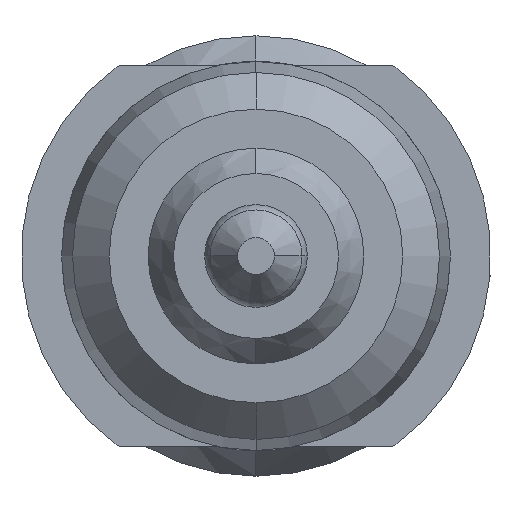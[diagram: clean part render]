
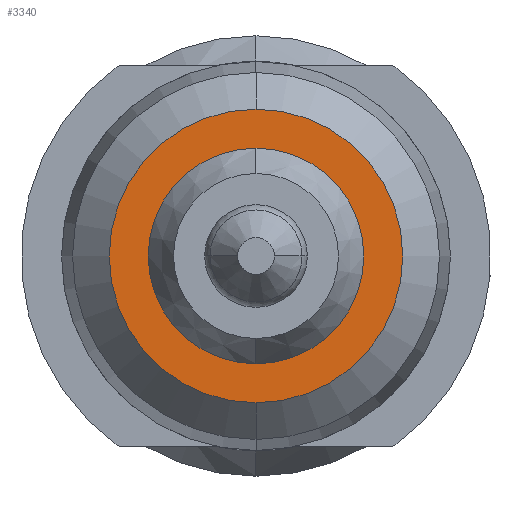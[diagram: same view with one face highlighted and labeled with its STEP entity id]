
A CAD part, front view. The second image highlights one B-rep face of the part: STEP entity #3340.
In plain terms, the highlighted planar face has unit normal (0, -1, 0).
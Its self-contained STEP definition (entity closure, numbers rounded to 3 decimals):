
#298 = AXIS2_PLACEMENT_3D ( 'NONE', #2671, #4163, #1205 ) ;
#338 = VERTEX_POINT ( 'NONE', #3956 ) ;
#361 = VERTEX_POINT ( 'NONE', #1422 ) ;
#655 = CIRCLE ( 'NONE', #298, 1. ) ;
#657 = ORIENTED_EDGE ( 'NONE', *, *, #2735, .F. ) ;
#1191 = ORIENTED_EDGE ( 'NONE', *, *, #1582, .F. ) ;
#1205 = DIRECTION ( 'NONE',  ( 0., 0., -1. ) ) ;
#1422 = CARTESIAN_POINT ( 'NONE',  ( 0., -28., -1. ) ) ;
#1474 = EDGE_LOOP ( 'NONE', ( #3385, #1191 ) ) ;
#1498 = VERTEX_POINT ( 'NONE', #4290 ) ;
#1516 = CARTESIAN_POINT ( 'NONE',  ( 0., -28., 0. ) ) ;
#1528 = EDGE_CURVE ( 'Defeature ausgef�hrt2_13+Defeature ausgef�hrt2_2+Defeature ausgef�hrt2_2+Defeature ausgef�hrt2_2', #361, #338, #655, .T. ) ;
#1582 = EDGE_CURVE ( 'Defeature ausgef�hrt2_27+Defeature ausgef�hrt2_2+Defeature ausgef�hrt2_2+Defeature ausgef�hrt2_2', #1498, #2619, #2020, .T. ) ;
#1634 = DIRECTION ( 'NONE',  ( -1., 0., 0. ) ) ;
#1708 = ORIENTED_EDGE ( 'NONE', *, *, #1528, .F. ) ;
#1885 = PLANE ( 'NONE',  #3573 ) ;
#2020 = CIRCLE ( 'NONE', #3053, 0.735 ) ;
#2035 = EDGE_LOOP ( 'NONE', ( #1708, #657 ) ) ;
#2258 = CARTESIAN_POINT ( 'NONE',  ( -1., -28., 0. ) ) ;
#2275 = DIRECTION ( 'NONE',  ( -1., 0., 0. ) ) ;
#2386 = DIRECTION ( 'NONE',  ( 0., -1., 0. ) ) ;
#2444 = CARTESIAN_POINT ( 'NONE',  ( 0., -28., 0.735 ) ) ;
#2495 = EDGE_CURVE ( 'Defeature ausgef�hrt2_27+Defeature ausgef�hrt2_2+Defeature ausgef�hrt2_2+Defeature ausgef�hrt2_2', #2619, #1498, #4319, .T. ) ;
#2609 = DIRECTION ( 'NONE',  ( 0., 1., 0. ) ) ;
#2619 = VERTEX_POINT ( 'NONE', #2444 ) ;
#2671 = CARTESIAN_POINT ( 'NONE',  ( 0., -28., 0. ) ) ;
#2707 = AXIS2_PLACEMENT_3D ( 'NONE', #4833, #2609, #4439 ) ;
#2735 = EDGE_CURVE ( 'Defeature ausgef�hrt2_13+Defeature ausgef�hrt2_2+Defeature ausgef�hrt2_2+Defeature ausgef�hrt2_2', #338, #361, #4793, .T. ) ;
#3053 = AXIS2_PLACEMENT_3D ( 'NONE', #1516, #4129, #2275 ) ;
#3061 = DIRECTION ( 'NONE',  ( 0., 1., 0. ) ) ;
#3340 = ADVANCED_FACE ( 'Defeature ausgef�hrt2_2', ( #4261, #4435 ), #1885, .F. ) ;
#3385 = ORIENTED_EDGE ( 'NONE', *, *, #2495, .F. ) ;
#3573 = AXIS2_PLACEMENT_3D ( 'NONE', #2258, #3061, #3806 ) ;
#3806 = DIRECTION ( 'NONE',  ( 0., 0., -1. ) ) ;
#3881 = CARTESIAN_POINT ( 'NONE',  ( 0., -28., 0. ) ) ;
#3956 = CARTESIAN_POINT ( 'NONE',  ( 0., -28., 1. ) ) ;
#4129 = DIRECTION ( 'NONE',  ( 0., -1., 0. ) ) ;
#4163 = DIRECTION ( 'NONE',  ( 0., 1., 0. ) ) ;
#4261 = FACE_BOUND ( 'NONE', #1474, .T. ) ;
#4290 = CARTESIAN_POINT ( 'NONE',  ( 0., -28., -0.735 ) ) ;
#4319 = CIRCLE ( 'NONE', #4855, 0.735 ) ;
#4435 = FACE_OUTER_BOUND ( 'NONE', #2035, .T. ) ;
#4439 = DIRECTION ( 'NONE',  ( 0., 0., -1. ) ) ;
#4793 = CIRCLE ( 'NONE', #2707, 1. ) ;
#4833 = CARTESIAN_POINT ( 'NONE',  ( 0., -28., 0. ) ) ;
#4855 = AXIS2_PLACEMENT_3D ( 'NONE', #3881, #2386, #1634 ) ;
